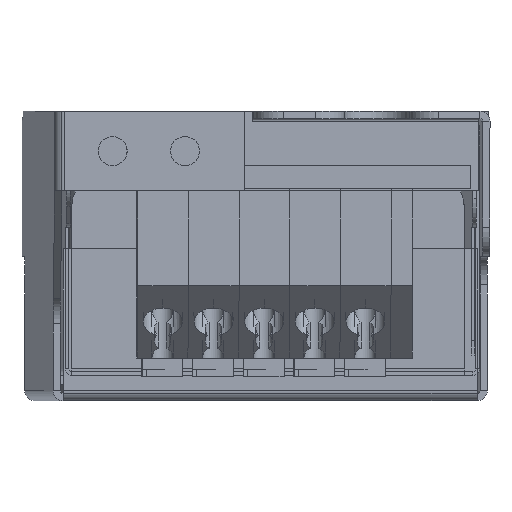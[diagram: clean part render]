
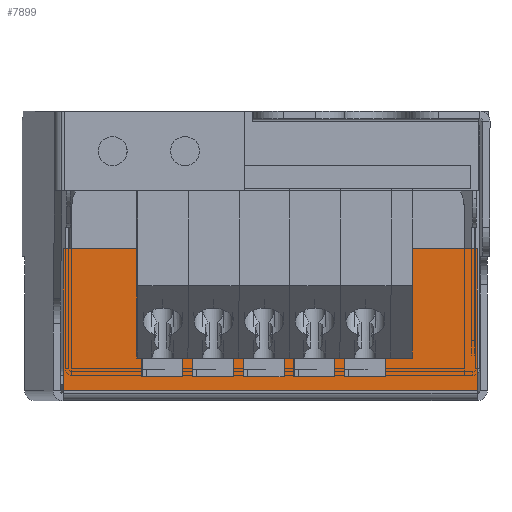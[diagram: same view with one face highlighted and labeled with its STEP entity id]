
A CAD part, left-side view. The second image highlights one B-rep face of the part: STEP entity #7899.
In plain terms, the highlighted face is planar.
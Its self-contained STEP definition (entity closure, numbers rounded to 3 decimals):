
#697 = FACE_OUTER_BOUND ( 'NONE', #10759, .T. ) ;
#1233 = AXIS2_PLACEMENT_3D ( 'NONE', #1940, #1949, #1950 ) ;
#1940 = CARTESIAN_POINT ( 'NONE',  ( -134.5, 0., 0. ) ) ;
#1947 = PLANE ( 'NONE',  #1233 ) ;
#1949 = DIRECTION ( 'NONE',  ( -1., 0., 0. ) ) ;
#1950 = DIRECTION ( 'NONE',  ( 0., 0., 1. ) ) ;
#4801 = LINE ( 'NONE', #6533, #4804 ) ;
#4804 = VECTOR ( 'NONE', #6535, 1000. ) ;
#4805 = LINE ( 'NONE', #6537, #4808 ) ;
#4808 = VECTOR ( 'NONE', #6539, 1000. ) ;
#4813 = LINE ( 'NONE', #6543, #4816 ) ;
#4816 = VECTOR ( 'NONE', #6544, 1000. ) ;
#4817 = LINE ( 'NONE', #6547, #4820 ) ;
#4820 = VECTOR ( 'NONE', #6548, 1000. ) ;
#6104 = CARTESIAN_POINT ( 'NONE',  ( -134.5, -14.3, 0.2 ) ) ;
#6106 = CARTESIAN_POINT ( 'NONE',  ( -134.5, 14.3, 0.2 ) ) ;
#6107 = CARTESIAN_POINT ( 'NONE',  ( -134.5, -14.3, 10. ) ) ;
#6112 = CARTESIAN_POINT ( 'NONE',  ( -134.5, 14.3, 10. ) ) ;
#6533 = CARTESIAN_POINT ( 'NONE',  ( -134.5, 0., 0.2 ) ) ;
#6535 = DIRECTION ( 'NONE',  ( 0., -1., 0. ) ) ;
#6537 = CARTESIAN_POINT ( 'NONE',  ( -134.5, -14.3, 0. ) ) ;
#6539 = DIRECTION ( 'NONE',  ( 0., 0., -1. ) ) ;
#6543 = CARTESIAN_POINT ( 'NONE',  ( -134.5, 14.3, 10. ) ) ;
#6544 = DIRECTION ( 'NONE',  ( 0., 0., 1. ) ) ;
#6547 = CARTESIAN_POINT ( 'NONE',  ( -134.5, -14.3, 10. ) ) ;
#6548 = DIRECTION ( 'NONE',  ( 0., -1., 0. ) ) ;
#7899 = ADVANCED_FACE ( 'NONE', ( #697 ), #1947, .T. ) ;
#10468 = ORIENTED_EDGE ( 'NONE', *, *, #11043, .F. ) ;
#10469 = ORIENTED_EDGE ( 'NONE', *, *, #11037, .T. ) ;
#10470 = ORIENTED_EDGE ( 'NONE', *, *, #11039, .F. ) ;
#10471 = ORIENTED_EDGE ( 'NONE', *, *, #11045, .F. ) ;
#10654 = VERTEX_POINT ( 'NONE', #6104 ) ;
#10656 = VERTEX_POINT ( 'NONE', #6106 ) ;
#10657 = VERTEX_POINT ( 'NONE', #6107 ) ;
#10662 = VERTEX_POINT ( 'NONE', #6112 ) ;
#10759 = EDGE_LOOP ( 'NONE', ( #10468, #10469, #10470, #10471 ) ) ;
#11037 = EDGE_CURVE ( 'NONE', #10656, #10654, #4801, .T. ) ;
#11039 = EDGE_CURVE ( 'NONE', #10657, #10654, #4805, .T. ) ;
#11043 = EDGE_CURVE ( 'NONE', #10656, #10662, #4813, .T. ) ;
#11045 = EDGE_CURVE ( 'NONE', #10662, #10657, #4817, .T. ) ;
